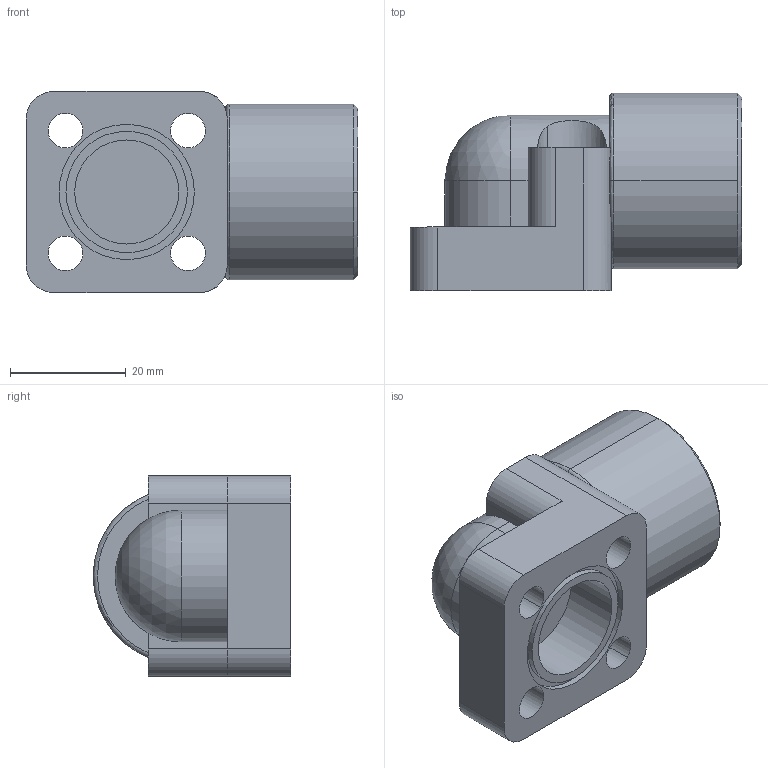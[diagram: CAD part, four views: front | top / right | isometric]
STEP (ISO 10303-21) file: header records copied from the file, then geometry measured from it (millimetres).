
FILE_DESCRIPTION(('STEP AP203'),'1');
FILE_NAME('b1-099.stp','2021-01-22T21:51:11',('TraceParts'),('TraceParts S.A.'),'Spatial InterOp 3D',' ',' ');
FILE_SCHEMA(('CONFIG_CONTROL_DESIGN'));
Length unit declared in the file: millimetre
Products named in the file (1): 1
Bounding box: 57.4 x 34.2 x 34.8 mm (x, y, z)
Volume: 33207.9 mm3; surface area: 10669.7 mm2
Topology: 1 solids, 1 shells, 57 faces, 152 edges, 100 vertices
Faces by surface type: cylinder 30, plane 20, cone 4, torus 2, sphere 1
Entity records: 2189 total; most frequent: CARTESIAN_POINT 653, DIRECTION 333, ORIENTED_EDGE 302, EDGE_CURVE 151, AXIS2_PLACEMENT_3D 134, VERTEX_POINT 100, CIRCLE 76, EDGE_LOOP 69
